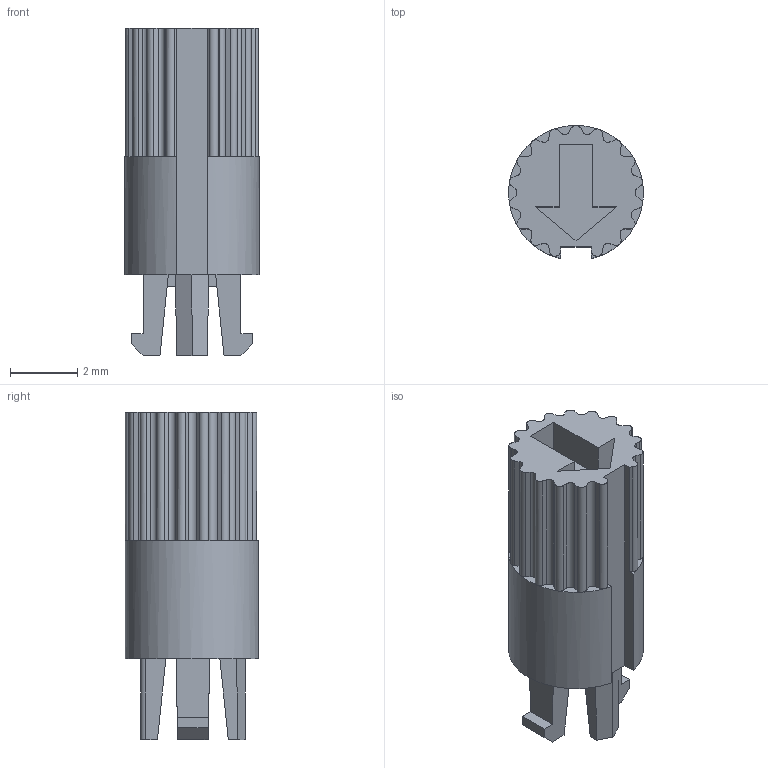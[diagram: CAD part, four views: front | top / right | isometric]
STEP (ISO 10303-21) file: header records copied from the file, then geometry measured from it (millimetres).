
FILE_DESCRIPTION( ( 'Unknown' ), '1' );
FILE_NAME( '714284060.stp', 'Unknown', ( 'Unknown' ), ( 'Unknown' ), 'PSStep 13.0', 'Unknown', ' ' );
FILE_SCHEMA( ( 'AUTOMOTIVE_DESIGN { 1 0 10303 214 1 1 1 1 }' ) );
Length unit declared in the file: millimetre
Products named in the file (1): 1
Bounding box: 4 x 3.95 x 9.7 mm (x, y, z)
Volume: 87 mm3; surface area: 169.9 mm2
Topology: 1 solids, 1 shells, 131 faces, 358 edges, 233 vertices
Faces by surface type: plane 95, cylinder 36
Entity records: 5206 total; most frequent: DIRECTION 728, CARTESIAN_POINT 723, ORIENTED_EDGE 716, EDGE_CURVE 358, LINE 252, VECTOR 252, AXIS2_PLACEMENT_3D 238, VERTEX_POINT 233
